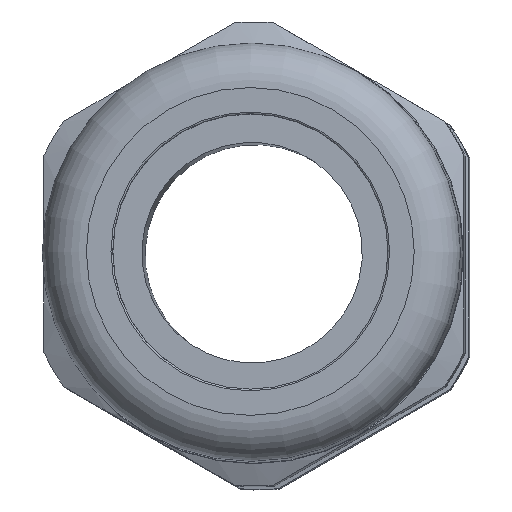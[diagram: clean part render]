
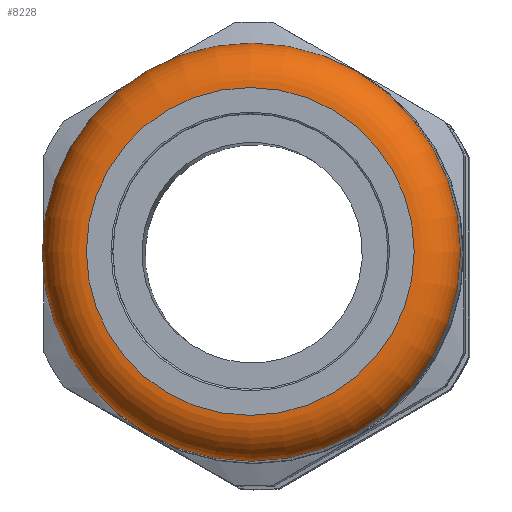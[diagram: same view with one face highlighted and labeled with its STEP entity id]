
A CAD part, left-side view. The second image highlights one B-rep face of the part: STEP entity #8228.
In plain terms, the highlighted toroidal (fillet/blend) face has major radius 19.52 mm and minor radius 5.38 mm.
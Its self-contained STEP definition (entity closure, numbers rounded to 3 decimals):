
#1515=FACE_BOUND('',#2602,.T.);
#2036=FACE_OUTER_BOUND('',#2601,.T.);
#2601=EDGE_LOOP('',(#7619));
#2602=EDGE_LOOP('',(#7620));
#3218=CIRCLE('',#9344,19.52);
#3245=CIRCLE('',#9398,24.9);
#3947=VERTEX_POINT('',#21689);
#3986=VERTEX_POINT('',#21866);
#5137=EDGE_CURVE('',#3947,#3947,#3218,.T.);
#5200=EDGE_CURVE('',#3986,#3986,#3245,.T.);
#7619=ORIENTED_EDGE('',*,*,#5200,.F.);
#7620=ORIENTED_EDGE('',*,*,#5137,.T.);
#7710=TOROIDAL_SURFACE('',#9397,19.52,5.38);
#8228=ADVANCED_FACE('',(#2036,#1515),#7710,.T.);
#9344=AXIS2_PLACEMENT_3D('',#21690,#11900,#11901);
#9397=AXIS2_PLACEMENT_3D('',#21865,#12018,#12019);
#9398=AXIS2_PLACEMENT_3D('',#21867,#12020,#12021);
#11900=DIRECTION('center_axis',(1.,0.,0.));
#11901=DIRECTION('ref_axis',(0.,0.,-1.));
#12018=DIRECTION('center_axis',(1.,0.,0.));
#12019=DIRECTION('ref_axis',(0.,0.,-1.));
#12020=DIRECTION('center_axis',(1.,0.,0.));
#12021=DIRECTION('ref_axis',(0.,0.,-1.));
#21689=CARTESIAN_POINT('',(-30.7,19.52,0.));
#21690=CARTESIAN_POINT('Origin',(-30.7,0.,0.));
#21865=CARTESIAN_POINT('Origin',(-25.32,0.,0.));
#21866=CARTESIAN_POINT('',(-25.32,24.9,0.));
#21867=CARTESIAN_POINT('Origin',(-25.32,0.,0.));
